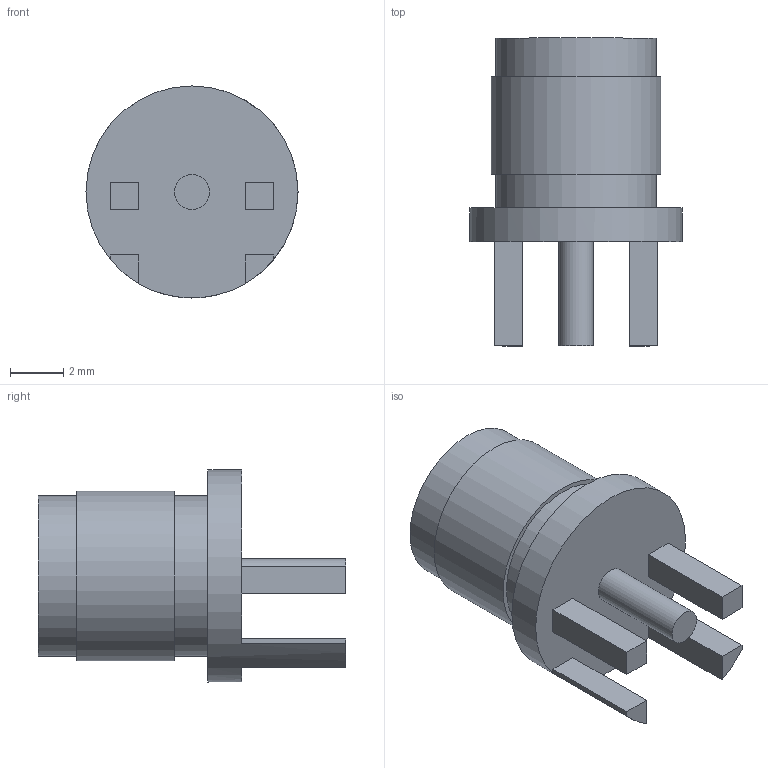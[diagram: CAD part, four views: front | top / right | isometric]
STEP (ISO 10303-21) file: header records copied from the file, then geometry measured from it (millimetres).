
FILE_DESCRIPTION(/* description */ (''),/* implementation_level */ '2;1');
FILE_NAME(/* name */ 'sma-conn.stp',/* time_stamp */ '2019-06-30T20:28:39-05:00',/* author */ ('Ocanath'),/* organization */ (''),/* preprocessor_version */ 'ST-DEVELOPER v16.13',/* originating_system */ 'Autodesk Inventor 2018',/* authorisation */ '');
FILE_SCHEMA (('AUTOMOTIVE_DESIGN { 1 0 10303 214 3 1 1 }'));
Length unit declared in the file: millimetre
Products named in the file (1): sma-conn
Bounding box: 7.93 x 11.51 x 7.93 mm (x, y, z)
Volume: 273.3 mm3; surface area: 337.6 mm2
Topology: 1 solids, 1 shells, 29 faces, 63 edges, 42 vertices
Faces by surface type: plane 24, cylinder 5
Full cylindrical faces by diameter (mm): 1.3 x1, 6 x2, 6.35 x1, 7.93 x1
Entity records: 795 total; most frequent: DIRECTION 130, CARTESIAN_POINT 128, ORIENTED_EDGE 114, EDGE_CURVE 57, LINE 44, VECTOR 44, AXIS2_PLACEMENT_3D 43, VERTEX_POINT 41
